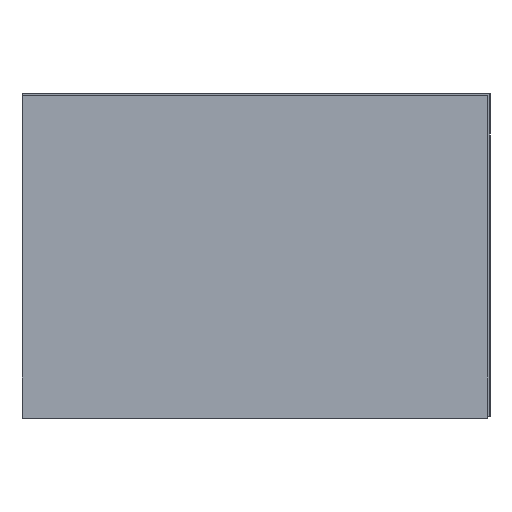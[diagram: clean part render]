
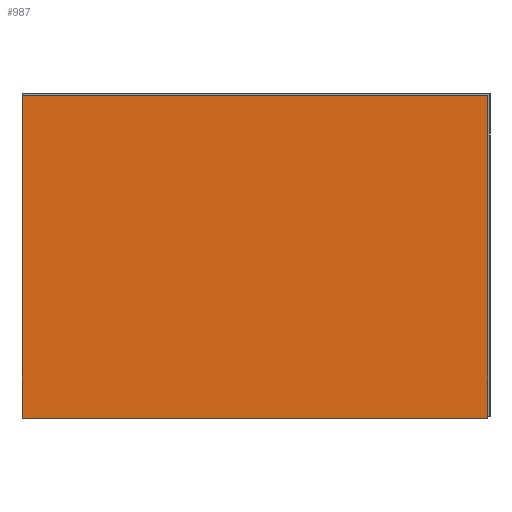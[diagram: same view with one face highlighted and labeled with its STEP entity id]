
A CAD part, left-side view. The second image highlights one B-rep face of the part: STEP entity #987.
In plain terms, the highlighted planar face has unit normal (-1, 0, 0).
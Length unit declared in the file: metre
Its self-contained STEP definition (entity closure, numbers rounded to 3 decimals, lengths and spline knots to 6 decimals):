
#120=ORIENTED_EDGE('',*,*,#348,.T.);
#121=ORIENTED_EDGE('',*,*,#355,.T.);
#122=ORIENTED_EDGE('',*,*,#353,.F.);
#123=ORIENTED_EDGE('',*,*,#351,.F.);
#348=EDGE_CURVE('',#474,#475,#570,.T.);
#351=EDGE_CURVE('',#474,#476,#573,.T.);
#353=EDGE_CURVE('',#476,#477,#575,.T.);
#355=EDGE_CURVE('',#475,#477,#577,.T.);
#474=VERTEX_POINT('',#1488);
#475=VERTEX_POINT('',#1489);
#476=VERTEX_POINT('',#1494);
#477=VERTEX_POINT('',#1498);
#570=LINE('',#1487,#700);
#573=LINE('',#1493,#703);
#575=LINE('',#1497,#705);
#577=LINE('',#1501,#707);
#700=VECTOR('',#1218,1.);
#703=VECTOR('',#1223,1.);
#705=VECTOR('',#1227,1.);
#707=VECTOR('',#1231,1.);
#816=EDGE_LOOP('',(#120,#121,#122,#123));
#876=FACE_BOUND('',#816,.T.);
#935=PLANE('',#1106);
#987=ADVANCED_FACE('',(#876),#935,.F.);
#1106=AXIS2_PLACEMENT_3D('',#1502,#1232,#1233);
#1218=DIRECTION('',(0.,0.,1.));
#1223=DIRECTION('',(0.,1.,0.));
#1227=DIRECTION('',(0.,0.,1.));
#1231=DIRECTION('',(0.,1.,0.));
#1232=DIRECTION('',(1.,0.,0.));
#1233=DIRECTION('',(0.,0.,-1.));
#1487=CARTESIAN_POINT('',(0.,0.013874,0.042447));
#1488=CARTESIAN_POINT('',(0.,0.013874,0.017447));
#1489=CARTESIAN_POINT('',(0.,0.013874,0.067447));
#1493=CARTESIAN_POINT('',(0.,0.049944,0.017447));
#1494=CARTESIAN_POINT('',(0.,0.086015,0.017447));
#1497=CARTESIAN_POINT('',(0.,0.086015,0.042447));
#1498=CARTESIAN_POINT('',(0.,0.086015,0.067447));
#1501=CARTESIAN_POINT('',(0.,0.049944,0.067447));
#1502=CARTESIAN_POINT('',(0.,0.049944,0.042447));
